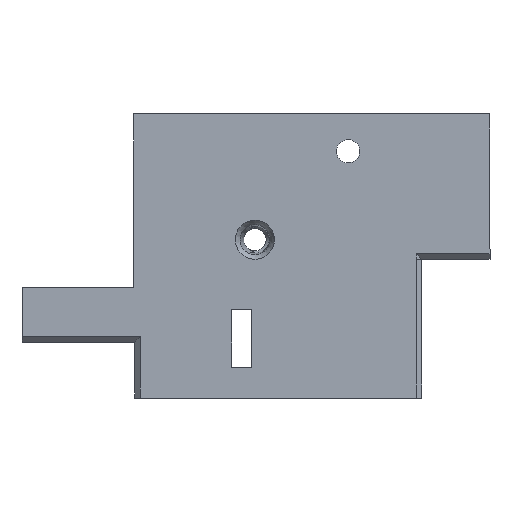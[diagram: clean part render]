
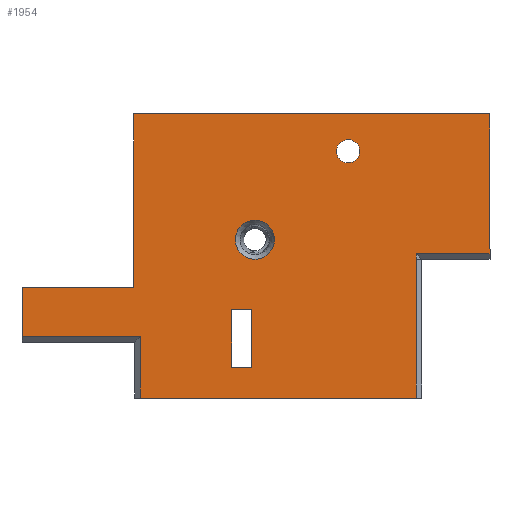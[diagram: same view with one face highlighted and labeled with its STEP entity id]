
A CAD part, front view. The second image highlights one B-rep face of the part: STEP entity #1954.
In plain terms, the highlighted planar face has unit normal (0, -1, 0).
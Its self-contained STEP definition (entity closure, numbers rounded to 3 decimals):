
#92=FACE_BOUND('',#388,.T.);
#93=FACE_BOUND('',#389,.T.);
#94=FACE_BOUND('',#390,.T.);
#155=PLANE('',#2112);
#272=FACE_OUTER_BOUND('',#387,.T.);
#387=EDGE_LOOP('',(#1812,#1813,#1814,#1815,#1816,#1817,#1818,#1819,#1820,
#1821,#1822));
#388=EDGE_LOOP('',(#1823,#1824));
#389=EDGE_LOOP('',(#1825,#1826));
#390=EDGE_LOOP('',(#1827,#1828,#1829,#1830));
#444=LINE('',#2711,#628);
#448=LINE('',#2726,#632);
#505=LINE('',#4489,#689);
#507=LINE('',#4494,#691);
#510=LINE('',#4499,#694);
#512=LINE('',#4503,#696);
#514=LINE('',#4506,#698);
#516=LINE('',#4515,#700);
#564=LINE('',#4631,#748);
#565=LINE('',#4634,#749);
#569=LINE('',#4642,#753);
#572=LINE('',#4647,#756);
#573=LINE('',#4650,#757);
#574=LINE('',#4652,#758);
#575=LINE('',#4653,#759);
#628=VECTOR('',#2206,10.);
#632=VECTOR('',#2224,10.);
#689=VECTOR('',#2417,10.);
#691=VECTOR('',#2421,10.);
#694=VECTOR('',#2426,10.);
#696=VECTOR('',#2430,10.);
#698=VECTOR('',#2434,10.);
#700=VECTOR('',#2444,10.);
#748=VECTOR('',#2560,10.);
#749=VECTOR('',#2563,10.);
#753=VECTOR('',#2571,10.);
#756=VECTOR('',#2576,10.);
#757=VECTOR('',#2579,10.);
#758=VECTOR('',#2580,10.);
#759=VECTOR('',#2581,10.);
#783=CIRCLE('',#2022,1.25);
#784=CIRCLE('',#2023,1.25);
#806=CIRCLE('',#2071,2.1);
#807=CIRCLE('',#2072,2.1);
#866=VERTEX_POINT('',#2708);
#867=VERTEX_POINT('',#2710);
#871=VERTEX_POINT('',#2725);
#914=VERTEX_POINT('',#3208);
#915=VERTEX_POINT('',#3209);
#954=VERTEX_POINT('',#4488);
#955=VERTEX_POINT('',#4492);
#956=VERTEX_POINT('',#4493);
#957=VERTEX_POINT('',#4498);
#958=VERTEX_POINT('',#4502);
#959=VERTEX_POINT('',#4508);
#960=VERTEX_POINT('',#4510);
#961=VERTEX_POINT('',#4514);
#995=VERTEX_POINT('',#4629);
#996=VERTEX_POINT('',#4633);
#998=VERTEX_POINT('',#4641);
#999=VERTEX_POINT('',#4645);
#1000=VERTEX_POINT('',#4649);
#1001=VERTEX_POINT('',#4651);
#1060=EDGE_CURVE('',#866,#867,#444,.T.);
#1067=EDGE_CURVE('',#871,#867,#448,.T.);
#1125=EDGE_CURVE('',#914,#915,#783,.T.);
#1126=EDGE_CURVE('',#915,#914,#784,.T.);
#1201=EDGE_CURVE('',#871,#954,#505,.T.);
#1203=EDGE_CURVE('',#955,#956,#507,.T.);
#1206=EDGE_CURVE('',#957,#955,#510,.T.);
#1208=EDGE_CURVE('',#958,#957,#512,.T.);
#1210=EDGE_CURVE('',#956,#958,#514,.T.);
#1212=EDGE_CURVE('',#960,#959,#806,.T.);
#1213=EDGE_CURVE('',#959,#960,#807,.T.);
#1214=EDGE_CURVE('',#954,#961,#516,.T.);
#1271=EDGE_CURVE('',#961,#995,#564,.T.);
#1272=EDGE_CURVE('',#995,#996,#565,.T.);
#1276=EDGE_CURVE('',#996,#998,#569,.T.);
#1279=EDGE_CURVE('',#998,#999,#572,.T.);
#1280=EDGE_CURVE('',#1000,#866,#573,.T.);
#1281=EDGE_CURVE('',#1001,#1000,#574,.T.);
#1282=EDGE_CURVE('',#1001,#999,#575,.T.);
#1812=ORIENTED_EDGE('',*,*,#1280,.F.);
#1813=ORIENTED_EDGE('',*,*,#1281,.F.);
#1814=ORIENTED_EDGE('',*,*,#1282,.T.);
#1815=ORIENTED_EDGE('',*,*,#1279,.F.);
#1816=ORIENTED_EDGE('',*,*,#1276,.F.);
#1817=ORIENTED_EDGE('',*,*,#1272,.F.);
#1818=ORIENTED_EDGE('',*,*,#1271,.F.);
#1819=ORIENTED_EDGE('',*,*,#1214,.F.);
#1820=ORIENTED_EDGE('',*,*,#1201,.F.);
#1821=ORIENTED_EDGE('',*,*,#1067,.T.);
#1822=ORIENTED_EDGE('',*,*,#1060,.F.);
#1823=ORIENTED_EDGE('',*,*,#1125,.T.);
#1824=ORIENTED_EDGE('',*,*,#1126,.T.);
#1825=ORIENTED_EDGE('',*,*,#1212,.T.);
#1826=ORIENTED_EDGE('',*,*,#1213,.T.);
#1827=ORIENTED_EDGE('',*,*,#1206,.F.);
#1828=ORIENTED_EDGE('',*,*,#1208,.F.);
#1829=ORIENTED_EDGE('',*,*,#1210,.F.);
#1830=ORIENTED_EDGE('',*,*,#1203,.F.);
#1954=ADVANCED_FACE('',(#272,#92,#93,#94),#155,.F.);
#2022=AXIS2_PLACEMENT_3D('',#3210,#2308,#2309);
#2023=AXIS2_PLACEMENT_3D('',#3211,#2310,#2311);
#2071=AXIS2_PLACEMENT_3D('',#4511,#2438,#2439);
#2072=AXIS2_PLACEMENT_3D('',#4512,#2440,#2441);
#2112=AXIS2_PLACEMENT_3D('',#4648,#2577,#2578);
#2206=DIRECTION('',(0.,0.,1.));
#2224=DIRECTION('',(-1.,0.,0.));
#2308=DIRECTION('center_axis',(0.,1.,0.));
#2309=DIRECTION('ref_axis',(0.,0.,-1.));
#2310=DIRECTION('center_axis',(0.,1.,0.));
#2311=DIRECTION('ref_axis',(0.,0.,-1.));
#2417=DIRECTION('',(0.,0.,1.));
#2421=DIRECTION('',(1.,0.,0.));
#2426=DIRECTION('',(0.,0.,-1.));
#2430=DIRECTION('',(-1.,0.,0.));
#2434=DIRECTION('',(0.,0.,1.));
#2438=DIRECTION('center_axis',(0.,1.,0.));
#2439=DIRECTION('ref_axis',(0.,0.,1.));
#2440=DIRECTION('center_axis',(0.,1.,0.));
#2441=DIRECTION('ref_axis',(0.,0.,1.));
#2444=DIRECTION('',(1.,0.,0.));
#2560=DIRECTION('',(0.,0.,-1.));
#2563=DIRECTION('',(-1.,0.,0.));
#2571=DIRECTION('',(0.,0.,-1.));
#2576=DIRECTION('',(0.,0.,-1.));
#2577=DIRECTION('center_axis',(0.,1.,0.));
#2578=DIRECTION('ref_axis',(0.,0.,-1.));
#2579=DIRECTION('',(-1.,0.,0.));
#2580=DIRECTION('',(0.,0.,1.));
#2581=DIRECTION('',(1.,0.,0.));
#2708=CARTESIAN_POINT('',(-19.,1.7,12.1));
#2710=CARTESIAN_POINT('',(-19.,1.7,17.376));
#2711=CARTESIAN_POINT('',(-19.,1.7,17.376));
#2725=CARTESIAN_POINT('',(-7.,1.7,17.376));
#2726=CARTESIAN_POINT('',(-7.,1.7,17.376));
#3208=CARTESIAN_POINT('',(16.,1.7,30.75));
#3209=CARTESIAN_POINT('',(16.,1.7,33.25));
#3210=CARTESIAN_POINT('Origin',(16.,1.7,32.));
#3211=CARTESIAN_POINT('Origin',(16.,1.7,32.));
#4488=CARTESIAN_POINT('',(-7.,1.7,36.));
#4489=CARTESIAN_POINT('',(-7.,1.7,5.5));
#4492=CARTESIAN_POINT('',(3.487,1.7,8.8));
#4493=CARTESIAN_POINT('',(5.687,1.7,8.8));
#4494=CARTESIAN_POINT('',(4.601,1.7,8.8));
#4498=CARTESIAN_POINT('',(3.487,1.7,15.));
#4499=CARTESIAN_POINT('',(3.487,1.7,18.825));
#4502=CARTESIAN_POINT('',(5.687,1.7,15.));
#4503=CARTESIAN_POINT('',(5.701,1.7,15.));
#4506=CARTESIAN_POINT('',(5.687,1.7,13.725));
#4508=CARTESIAN_POINT('',(6.,1.7,20.4));
#4510=CARTESIAN_POINT('',(6.,1.7,24.6));
#4511=CARTESIAN_POINT('Origin',(6.,1.7,22.5));
#4512=CARTESIAN_POINT('Origin',(6.,1.7,22.5));
#4514=CARTESIAN_POINT('',(31.232,1.7,36.));
#4515=CARTESIAN_POINT('',(-7.,1.7,36.));
#4629=CARTESIAN_POINT('',(31.232,1.7,21.));
#4631=CARTESIAN_POINT('',(31.232,1.7,21.));
#4633=CARTESIAN_POINT('',(23.3,1.7,21.));
#4634=CARTESIAN_POINT('',(7.286,1.7,21.));
#4641=CARTESIAN_POINT('',(23.3,1.7,20.4));
#4642=CARTESIAN_POINT('',(23.3,1.7,20.525));
#4645=CARTESIAN_POINT('',(23.3,1.7,5.5));
#4647=CARTESIAN_POINT('',(23.3,1.7,20.4));
#4648=CARTESIAN_POINT('Origin',(5.715,1.7,20.65));
#4649=CARTESIAN_POINT('',(-6.3,1.7,12.1));
#4650=CARTESIAN_POINT('',(-3.755,1.7,12.1));
#4651=CARTESIAN_POINT('',(-6.3,1.7,5.5));
#4652=CARTESIAN_POINT('',(-6.3,1.7,13.075));
#4653=CARTESIAN_POINT('',(7.321,1.7,5.5));
